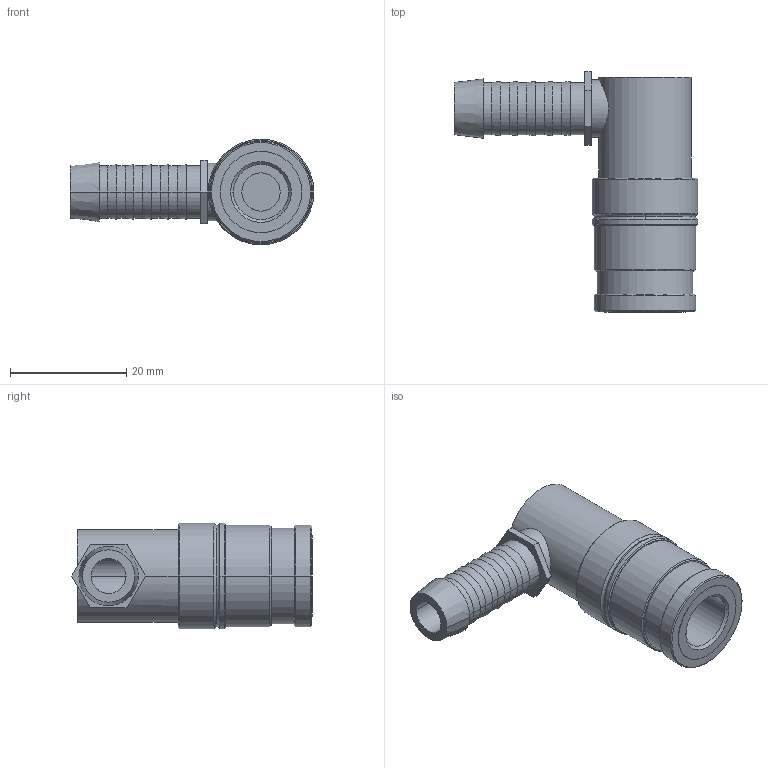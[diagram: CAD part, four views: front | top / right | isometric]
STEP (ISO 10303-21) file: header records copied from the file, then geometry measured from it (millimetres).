
FILE_DESCRIPTION(('STEP AP214'),'1');
FILE_NAME('esdmf_9_tl-90ab.stp','2020-04-22T06:12:46',('TraceParts'),('TraceParts S.A.'),'Spatial InterOp 3D',' ',' ');
FILE_SCHEMA(('automotive_design'));
Length unit declared in the file: millimetre
Products named in the file (1): 1
Bounding box: 42 x 41.45 x 18.2 mm (x, y, z)
Volume: 8180.9 mm3; surface area: 4995.3 mm2
Topology: 1 solids, 1 shells, 86 faces, 184 edges, 114 vertices
Faces by surface type: cylinder 34, cone 24, plane 24, torus 4
Entity records: 3170 total; most frequent: CARTESIAN_POINT 519, DIRECTION 452, ORIENTED_EDGE 368, AXIS2_PLACEMENT_3D 187, EDGE_CURVE 184, VERTEX_POINT 114, EDGE_LOOP 102, CIRCLE 100
